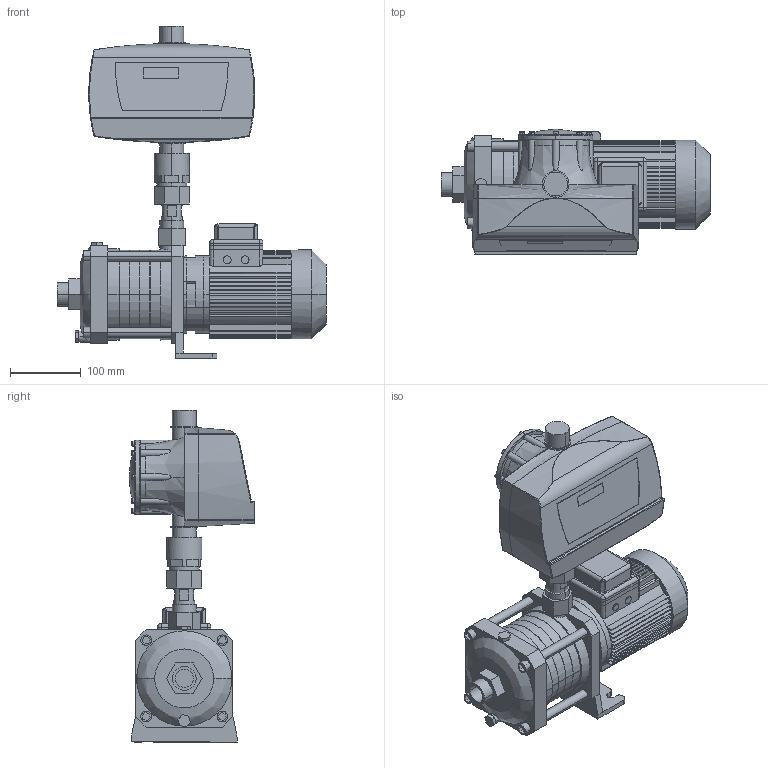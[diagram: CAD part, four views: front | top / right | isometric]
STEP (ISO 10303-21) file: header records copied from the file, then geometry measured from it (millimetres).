
FILE_DESCRIPTION((''),'2;1');
FILE_NAME('3d_EMHIL304EM-4161131.stp','2012-03-28T10:14:28',(''),(''),'Mechanical Desktop 2009','Mechanical Desktop 2009',', , ');
FILE_SCHEMA(('CONFIG_CONTROL_DESIGN'));
Length unit declared in the file: millimetre
Products named in the file (1): Product
Bounding box: 381.6 x 178 x 470 mm (x, y, z)
Volume: 8242377.4 mm3; surface area: 698769.1 mm2
Topology: 16 solids, 16 shells, 786 faces, 2019 edges, 1290 vertices
Faces by surface type: plane 457, cylinder 216, bspline 58, torus 36, sphere 17, cone 2
Full cylindrical faces by diameter (mm): 33.7 x2
Entity records: 27371 total; most frequent: CARTESIAN_POINT 7928, DIRECTION 4119, ORIENTED_EDGE 3998, EDGE_CURVE 1999, AXIS2_PLACEMENT_3D 1462, VERTEX_POINT 1290, VECTOR 1195, LINE 1195
